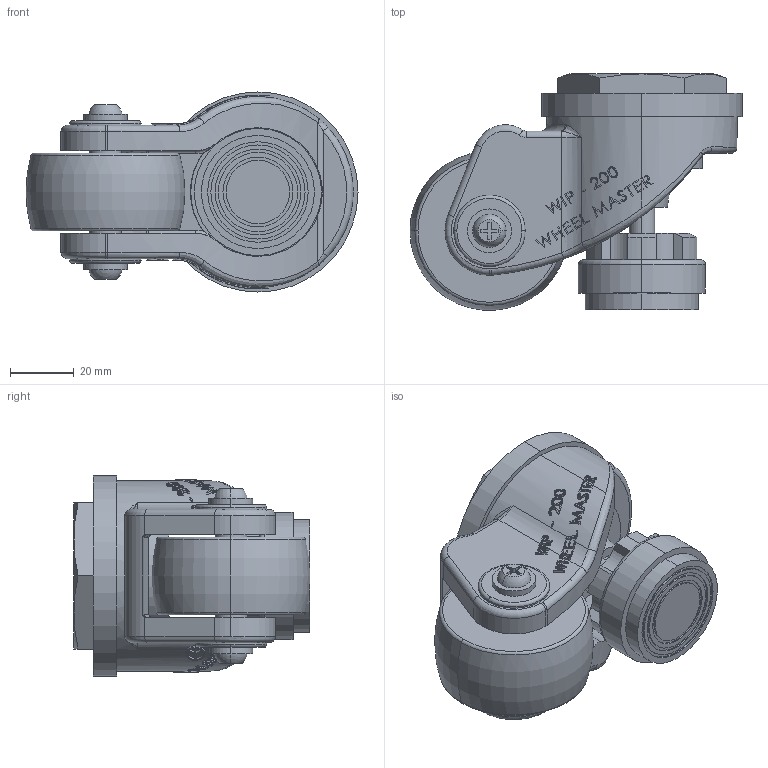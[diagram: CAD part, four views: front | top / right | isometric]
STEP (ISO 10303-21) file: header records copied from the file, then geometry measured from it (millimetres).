
FILE_DESCRIPTION (( 'STEP AP214' ), '1' );
FILE_NAME ('WIP-200S.STEP', '2022-02-21T07:13:24', ( '' ), ( '' ), 'SwSTEP 2.0', 'SolidWorks 2019', '' );
FILE_SCHEMA (( 'AUTOMOTIVE_DESIGN' ));
Length unit declared in the file: millimetre
Products named in the file (1): WIP-200S
Bounding box: 104.5 x 74.31 x 63 mm (x, y, z)
Volume: 192006.7 mm3; surface area: 39537.6 mm2
Topology: 1 solids, 1 shells, 640 faces, 1672 edges, 1092 vertices
Faces by surface type: plane 306, cylinder 165, bspline 117, torus 31, cone 17, sphere 4
Entity records: 26241 total; most frequent: CARTESIAN_POINT 12284, ORIENTED_EDGE 3336, DIRECTION 2320, EDGE_CURVE 1668, VERTEX_POINT 1092, AXIS2_PLACEMENT_3D 805, LINE 710, VECTOR 710
